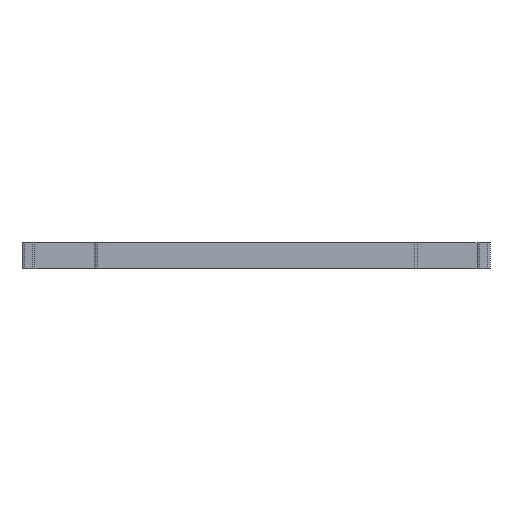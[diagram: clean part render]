
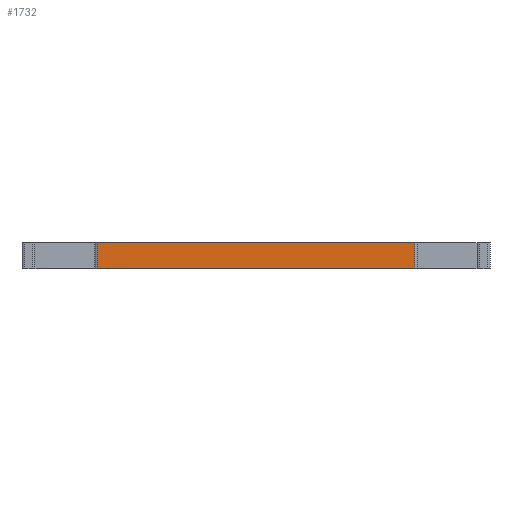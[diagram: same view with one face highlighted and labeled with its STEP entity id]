
A CAD part, left-side view. The second image highlights one B-rep face of the part: STEP entity #1732.
In plain terms, the highlighted planar face has unit normal (-1, 0, 0).
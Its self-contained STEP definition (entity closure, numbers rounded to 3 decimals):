
#102 = DIRECTION ( 'NONE',  ( 0., -1., 0. ) ) ;
#146 = CARTESIAN_POINT ( 'NONE',  ( -49.043, 21.457, 0. ) ) ;
#175 = VECTOR ( 'NONE', #102, 1000. ) ;
#224 = CARTESIAN_POINT ( 'NONE',  ( -49.043, -7.543, 0. ) ) ;
#476 = EDGE_LOOP ( 'NONE', ( #1802, #1326, #2321, #1617 ) ) ;
#688 = CARTESIAN_POINT ( 'NONE',  ( -49.043, -7.543, 10. ) ) ;
#753 = DIRECTION ( 'NONE',  ( 0., -1., 0. ) ) ;
#806 = DIRECTION ( 'NONE',  ( 0., 0., -1. ) ) ;
#941 = PLANE ( 'NONE',  #2428 ) ;
#946 = EDGE_CURVE ( 'NONE', #1663, #1186, #1377, .T. ) ;
#1022 = DIRECTION ( 'NONE',  ( 0., 0., -1. ) ) ;
#1048 = EDGE_CURVE ( 'NONE', #1433, #2422, #2227, .T. ) ;
#1069 = CARTESIAN_POINT ( 'NONE',  ( -49.043, -129.543, 10. ) ) ;
#1116 = VECTOR ( 'NONE', #1022, 1000. ) ;
#1170 = FACE_OUTER_BOUND ( 'NONE', #476, .T. ) ;
#1186 = VERTEX_POINT ( 'NONE', #2429 ) ;
#1206 = VECTOR ( 'NONE', #753, 1000. ) ;
#1225 = LINE ( 'NONE', #2057, #1116 ) ;
#1326 = ORIENTED_EDGE ( 'NONE', *, *, #2640, .F. ) ;
#1339 = DIRECTION ( 'NONE',  ( 0., 1., 0. ) ) ;
#1377 = LINE ( 'NONE', #146, #175 ) ;
#1433 = VERTEX_POINT ( 'NONE', #688 ) ;
#1575 = VECTOR ( 'NONE', #806, 1000. ) ;
#1617 = ORIENTED_EDGE ( 'NONE', *, *, #2678, .T. ) ;
#1663 = VERTEX_POINT ( 'NONE', #224 ) ;
#1732 = ADVANCED_FACE ( 'NONE', ( #1170 ), #941, .F. ) ;
#1802 = ORIENTED_EDGE ( 'NONE', *, *, #946, .T. ) ;
#1805 = CARTESIAN_POINT ( 'NONE',  ( -49.043, 21.457, 10. ) ) ;
#1829 = CARTESIAN_POINT ( 'NONE',  ( -49.043, -129.543, 0. ) ) ;
#2015 = LINE ( 'NONE', #1829, #1575 ) ;
#2057 = CARTESIAN_POINT ( 'NONE',  ( -49.043, -7.543, 0. ) ) ;
#2196 = DIRECTION ( 'NONE',  ( 1., 0., 0. ) ) ;
#2227 = LINE ( 'NONE', #2623, #1206 ) ;
#2321 = ORIENTED_EDGE ( 'NONE', *, *, #1048, .F. ) ;
#2422 = VERTEX_POINT ( 'NONE', #1069 ) ;
#2428 = AXIS2_PLACEMENT_3D ( 'NONE', #1805, #2196, #1339 ) ;
#2429 = CARTESIAN_POINT ( 'NONE',  ( -49.043, -129.543, 0. ) ) ;
#2623 = CARTESIAN_POINT ( 'NONE',  ( -49.043, 21.457, 10. ) ) ;
#2640 = EDGE_CURVE ( 'NONE', #2422, #1186, #2015, .T. ) ;
#2678 = EDGE_CURVE ( 'NONE', #1433, #1663, #1225, .T. ) ;
